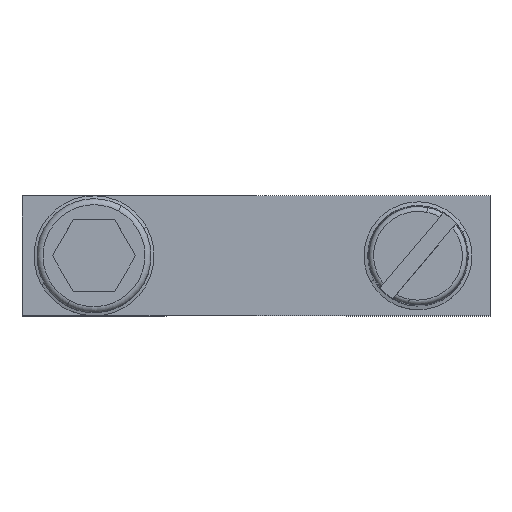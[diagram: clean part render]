
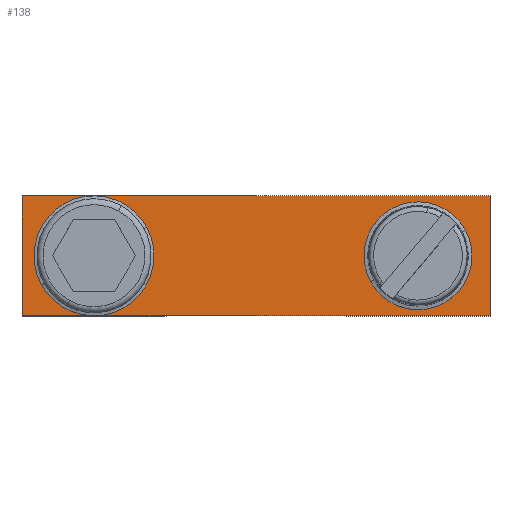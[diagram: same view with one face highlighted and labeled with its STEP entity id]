
A CAD part, top view. The second image highlights one B-rep face of the part: STEP entity #138.
In plain terms, the highlighted planar face has unit normal (0, 0, 1).
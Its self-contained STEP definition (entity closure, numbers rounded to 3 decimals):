
#62=AXIS2_PLACEMENT_3D('Circle Axis2P3D',#60,#61,$) ;
#75=AXIS2_PLACEMENT_3D('Plane Axis2P3D',#72,#73,#74) ;
#113=AXIS2_PLACEMENT_3D('Circle Axis2P3D',#111,#112,$) ;
#122=AXIS2_PLACEMENT_3D('Circle Axis2P3D',#120,#121,$) ;
#131=AXIS2_PLACEMENT_3D('Circle Axis2P3D',#129,#130,$) ;
#43=CARTESIAN_POINT('Vertex',(30.718,6.247,61.4)) ;
#57=CARTESIAN_POINT('Vertex',(35.282,3.753,61.4)) ;
#60=CARTESIAN_POINT('Axis2P3D Location',(33.,5.,61.4)) ;
#72=CARTESIAN_POINT('Axis2P3D Location',(39.,5.,61.4)) ;
#77=CARTESIAN_POINT('Line Origine',(39.,5.,61.4)) ;
#81=CARTESIAN_POINT('Vertex',(39.,10.,61.4)) ;
#83=CARTESIAN_POINT('Vertex',(39.,0.,61.4)) ;
#86=CARTESIAN_POINT('Line Origine',(19.5,10.,61.4)) ;
#90=CARTESIAN_POINT('Vertex',(0.,10.,61.4)) ;
#93=CARTESIAN_POINT('Line Origine',(0.,5.,61.4)) ;
#97=CARTESIAN_POINT('Vertex',(0.,0.,61.4)) ;
#100=CARTESIAN_POINT('Line Origine',(19.5,0.,61.4)) ;
#111=CARTESIAN_POINT('Axis2P3D Location',(33.,5.,61.4)) ;
#120=CARTESIAN_POINT('Axis2P3D Location',(6.,5.,61.4)) ;
#124=CARTESIAN_POINT('Vertex',(3.279,6.486,61.4)) ;
#126=CARTESIAN_POINT('Vertex',(8.721,3.514,61.4)) ;
#129=CARTESIAN_POINT('Axis2P3D Location',(6.,5.,61.4)) ;
#61=DIRECTION('Axis2P3D Direction',(0.,0.,-1.)) ;
#73=DIRECTION('Axis2P3D Direction',(0.,0.,1.)) ;
#74=DIRECTION('Axis2P3D XDirection',(-1.,0.,0.)) ;
#78=DIRECTION('Vector Direction',(0.,-1.,0.)) ;
#87=DIRECTION('Vector Direction',(-1.,0.,0.)) ;
#94=DIRECTION('Vector Direction',(0.,-1.,0.)) ;
#101=DIRECTION('Vector Direction',(-1.,0.,0.)) ;
#112=DIRECTION('Axis2P3D Direction',(0.,0.,1.)) ;
#121=DIRECTION('Axis2P3D Direction',(0.,0.,1.)) ;
#130=DIRECTION('Axis2P3D Direction',(0.,0.,1.)) ;
#79=VECTOR('Line Direction',#78,1.) ;
#88=VECTOR('Line Direction',#87,1.) ;
#95=VECTOR('Line Direction',#94,1.) ;
#102=VECTOR('Line Direction',#101,1.) ;
#106=ORIENTED_EDGE('',*,*,#85,.F.) ;
#107=ORIENTED_EDGE('',*,*,#92,.T.) ;
#108=ORIENTED_EDGE('',*,*,#99,.T.) ;
#109=ORIENTED_EDGE('',*,*,#104,.F.) ;
#117=ORIENTED_EDGE('',*,*,#115,.F.) ;
#118=ORIENTED_EDGE('',*,*,#64,.F.) ;
#135=ORIENTED_EDGE('',*,*,#128,.F.) ;
#136=ORIENTED_EDGE('',*,*,#133,.F.) ;
#119=FACE_BOUND('',#116,.T.) ;
#137=FACE_BOUND('',#134,.T.) ;
#138=ADVANCED_FACE('QL 50N PEN BRIDGE.1\\Koerper.2',(#110,#119,#137),#76,.T.) ;
#63=CIRCLE('generated circle',#62,2.6) ;
#114=CIRCLE('generated circle',#113,2.6) ;
#123=CIRCLE('generated circle',#122,3.1) ;
#132=CIRCLE('generated circle',#131,3.1) ;
#64=EDGE_CURVE('',#58,#44,#63,.F.) ;
#85=EDGE_CURVE('',#82,#84,#80,.T.) ;
#92=EDGE_CURVE('',#82,#91,#89,.T.) ;
#99=EDGE_CURVE('',#91,#98,#96,.T.) ;
#104=EDGE_CURVE('',#84,#98,#103,.T.) ;
#115=EDGE_CURVE('',#44,#58,#114,.T.) ;
#128=EDGE_CURVE('',#125,#127,#123,.T.) ;
#133=EDGE_CURVE('',#127,#125,#132,.T.) ;
#105=EDGE_LOOP('',(#106,#107,#108,#109)) ;
#116=EDGE_LOOP('',(#117,#118)) ;
#134=EDGE_LOOP('',(#135,#136)) ;
#110=FACE_OUTER_BOUND('',#105,.T.) ;
#80=LINE('Line',#77,#79) ;
#89=LINE('Line',#86,#88) ;
#96=LINE('Line',#93,#95) ;
#103=LINE('Line',#100,#102) ;
#76=PLANE('',#75) ;
#44=VERTEX_POINT('',#43) ;
#58=VERTEX_POINT('',#57) ;
#82=VERTEX_POINT('',#81) ;
#84=VERTEX_POINT('',#83) ;
#91=VERTEX_POINT('',#90) ;
#98=VERTEX_POINT('',#97) ;
#125=VERTEX_POINT('',#124) ;
#127=VERTEX_POINT('',#126) ;
